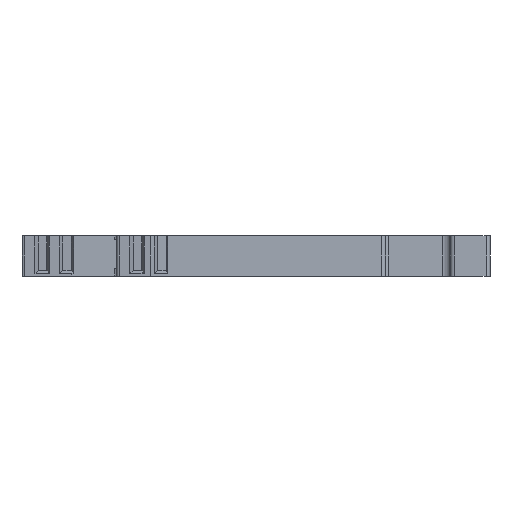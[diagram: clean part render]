
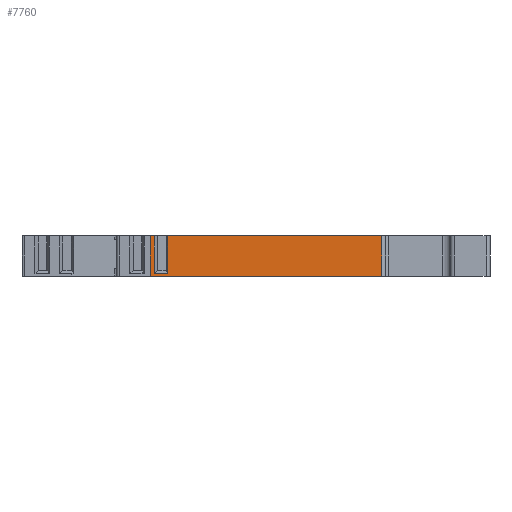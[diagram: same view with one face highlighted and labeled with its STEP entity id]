
A CAD part, left-side view. The second image highlights one B-rep face of the part: STEP entity #7760.
In plain terms, the highlighted planar face has unit normal (-1, 0, 0).
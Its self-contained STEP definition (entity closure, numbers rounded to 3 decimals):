
#331=DIRECTION('',(0.,-1.,0.));
#332=VECTOR('',#331,29.253);
#333=CARTESIAN_POINT('',(-32.545,36.953,-2.95));
#334=LINE('',#333,#332);
#974=DIRECTION('',(0.,1.,0.));
#975=VECTOR('',#974,0.51);
#976=CARTESIAN_POINT('',(-32.545,36.443,2.15));
#977=LINE('',#976,#975);
#2291=DIRECTION('',(0.,-1.,0.));
#2292=VECTOR('',#2291,27.048);
#2293=CARTESIAN_POINT('',(-32.545,34.748,2.15));
#2294=LINE('',#2293,#2292);
#2295=DIRECTION('',(0.,0.,-1.));
#2296=VECTOR('',#2295,5.1);
#2297=CARTESIAN_POINT('',(-32.545,7.7,2.15));
#2298=LINE('',#2297,#2296);
#2299=DIRECTION('',(0.,0.,1.));
#2300=VECTOR('',#2299,5.1);
#2301=CARTESIAN_POINT('',(-32.545,36.953,-2.95));
#2302=LINE('',#2301,#2300);
#2303=DIRECTION('',(0.,1.,0.));
#2304=VECTOR('',#2303,1.694);
#2305=CARTESIAN_POINT('',(-32.545,34.748,-2.6));
#2306=LINE('',#2305,#2304);
#2325=DIRECTION('',(0.,0.,1.));
#2326=VECTOR('',#2325,4.75);
#2327=CARTESIAN_POINT('',(-32.545,36.443,-2.6));
#2328=LINE('',#2327,#2326);
#2365=DIRECTION('',(0.,0.,-1.));
#2366=VECTOR('',#2365,4.75);
#2367=CARTESIAN_POINT('',(-32.545,34.748,2.15));
#2368=LINE('',#2367,#2366);
#4508=CARTESIAN_POINT('',(-32.545,34.748,2.15));
#4510=VERTEX_POINT('',#4508);
#4513=CARTESIAN_POINT('',(-32.545,36.443,2.15));
#4515=VERTEX_POINT('',#4513);
#4558=CARTESIAN_POINT('',(-32.545,34.748,-2.6));
#4559=VERTEX_POINT('',#4558);
#4574=CARTESIAN_POINT('',(-32.545,36.443,-2.6));
#4575=VERTEX_POINT('',#4574);
#4686=CARTESIAN_POINT('',(-32.545,36.953,2.15));
#4687=VERTEX_POINT('',#4686);
#4688=CARTESIAN_POINT('',(-32.545,36.953,-2.95));
#4689=VERTEX_POINT('',#4688);
#4737=CARTESIAN_POINT('',(-32.545,7.7,-2.95));
#4739=VERTEX_POINT('',#4737);
#4740=CARTESIAN_POINT('',(-32.545,7.7,2.15));
#4741=VERTEX_POINT('',#4740);
#7741=CARTESIAN_POINT('',(-32.545,29.2,2.15));
#7742=DIRECTION('',(1.,0.,0.));
#7743=DIRECTION('',(0.,1.,0.));
#7744=AXIS2_PLACEMENT_3D('',#7741,#7742,#7743);
#7745=PLANE('',#7744);
#7746=ORIENTED_EDGE('',*,*,#5967,.T.);
#7748=ORIENTED_EDGE('',*,*,#7747,.T.);
#7749=ORIENTED_EDGE('',*,*,#5634,.F.);
#7750=ORIENTED_EDGE('',*,*,#7723,.T.);
#7751=ORIENTED_EDGE('',*,*,#5979,.F.);
#7753=ORIENTED_EDGE('',*,*,#7752,.F.);
#7755=ORIENTED_EDGE('',*,*,#7754,.F.);
#7757=ORIENTED_EDGE('',*,*,#7756,.F.);
#7758=EDGE_LOOP('',(#7746,#7748,#7749,#7750,#7751,#7753,#7755,#7757));
#7759=FACE_OUTER_BOUND('',#7758,.F.);
#7760=ADVANCED_FACE('',(#7759),#7745,.F.);
#5634=EDGE_CURVE('',#4689,#4739,#334,.T.);
#5967=EDGE_CURVE('',#4510,#4741,#2294,.T.);
#5979=EDGE_CURVE('',#4515,#4687,#977,.T.);
#7723=EDGE_CURVE('',#4689,#4687,#2302,.T.);
#7747=EDGE_CURVE('',#4741,#4739,#2298,.T.);
#7752=EDGE_CURVE('',#4575,#4515,#2328,.T.);
#7754=EDGE_CURVE('',#4559,#4575,#2306,.T.);
#7756=EDGE_CURVE('',#4510,#4559,#2368,.T.);
